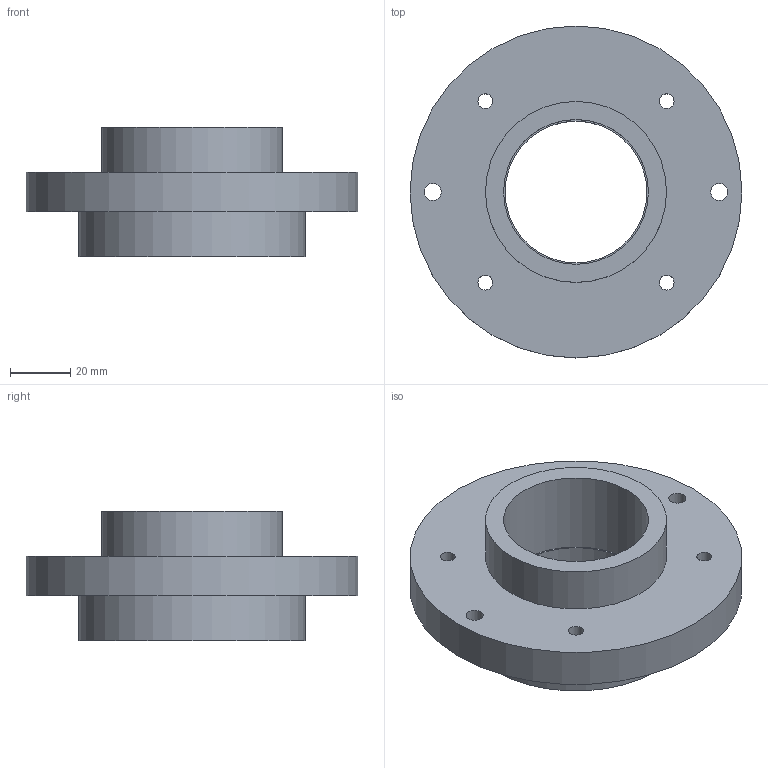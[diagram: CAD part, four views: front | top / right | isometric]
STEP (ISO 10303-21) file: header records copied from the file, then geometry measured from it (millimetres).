
FILE_DESCRIPTION(/* description */ ('Zentrierflansch'),/* implementation_level */ '2;1');
FILE_NAME(/* name */ '00055802.stp',/* time_stamp */ '2023-08-24T13:47:50+02:00',/* author */ ('MD28'),/* organization */ (''),/* preprocessor_version */ 'ST-DEVELOPER v19.2',/* originating_system */ 'Autodesk Inventor 2023',/* authorisation */ '');
FILE_SCHEMA (('AUTOMOTIVE_DESIGN { 1 0 10303 214 3 1 1 }'));
Length unit declared in the file: millimetre
Products named in the file (1): 00055802
Bounding box: 110 x 110 x 43 mm (x, y, z)
Volume: 152543.8 mm3; surface area: 34912.2 mm2
Topology: 1 solids, 1 shells, 24 faces, 53 edges, 34 vertices
Faces by surface type: cylinder 15, plane 5, cone 4
Full cylindrical faces by diameter (mm): 4.917 x8, 5.7 x2, 47 x1, 48 x1, 60 x1, 75 x1, 110 x1
Entity records: 726 total; most frequent: DIRECTION 129, CARTESIAN_POINT 108, ORIENTED_EDGE 98, AXIS2_PLACEMENT_3D 55, EDGE_CURVE 49, EDGE_LOOP 45, VERTEX_POINT 34, CIRCLE 30
